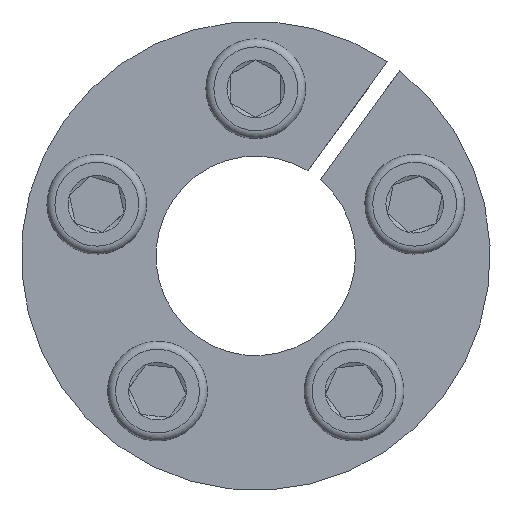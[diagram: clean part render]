
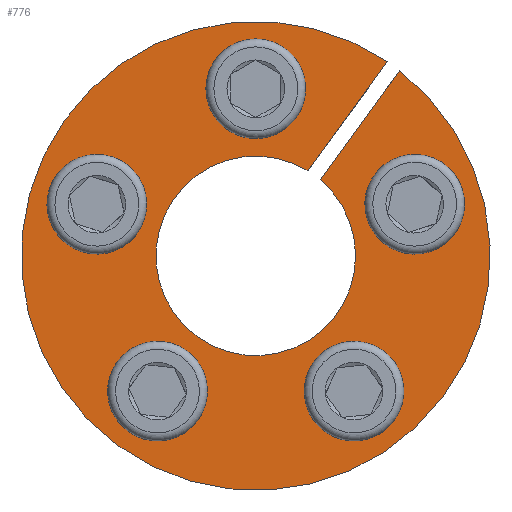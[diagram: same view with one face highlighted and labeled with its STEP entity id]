
A CAD part, front view. The second image highlights one B-rep face of the part: STEP entity #776.
In plain terms, the highlighted planar face has unit normal (0, -1, 0).
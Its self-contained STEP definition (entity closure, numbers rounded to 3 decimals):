
#138=PLANE('',#829);
#181=VECTOR('',#944,1.);
#185=VECTOR('',#961,1.);
#209=LINE('',#1181,#181);
#213=LINE('',#1199,#185);
#242=VERTEX_POINT('',#1180);
#243=VERTEX_POINT('',#1182);
#246=VERTEX_POINT('',#1190);
#247=VERTEX_POINT('',#1194);
#248=VERTEX_POINT('',#1196);
#249=VERTEX_POINT('',#1198);
#250=VERTEX_POINT('',#1201);
#251=VERTEX_POINT('',#1203);
#252=VERTEX_POINT('',#1205);
#299=CIRCLE('',#828,10.);
#300=CIRCLE('',#830,3.);
#301=CIRCLE('',#831,3.);
#302=CIRCLE('',#832,23.5);
#303=CIRCLE('',#833,3.);
#304=CIRCLE('',#834,3.);
#305=CIRCLE('',#835,3.);
#354=EDGE_CURVE('',#242,#243,#209,.T.);
#358=EDGE_CURVE('',#243,#246,#299,.T.);
#360=EDGE_CURVE('',#247,#247,#300,.T.);
#361=EDGE_CURVE('',#248,#248,#301,.T.);
#362=EDGE_CURVE('',#242,#249,#302,.T.);
#363=EDGE_CURVE('',#246,#249,#213,.T.);
#364=EDGE_CURVE('',#250,#250,#303,.T.);
#365=EDGE_CURVE('',#251,#251,#304,.T.);
#366=EDGE_CURVE('',#252,#252,#305,.T.);
#448=ORIENTED_EDGE('',*,*,#360,.T.);
#449=ORIENTED_EDGE('',*,*,#361,.T.);
#450=ORIENTED_EDGE('',*,*,#358,.F.);
#451=ORIENTED_EDGE('',*,*,#354,.F.);
#452=ORIENTED_EDGE('',*,*,#362,.T.);
#453=ORIENTED_EDGE('',*,*,#363,.F.);
#454=ORIENTED_EDGE('',*,*,#364,.T.);
#455=ORIENTED_EDGE('',*,*,#365,.T.);
#456=ORIENTED_EDGE('',*,*,#366,.T.);
#600=EDGE_LOOP('',(#448));
#601=EDGE_LOOP('',(#449));
#602=EDGE_LOOP('',(#450,#451,#452,#453));
#603=EDGE_LOOP('',(#454));
#604=EDGE_LOOP('',(#455));
#605=EDGE_LOOP('',(#456));
#688=FACE_BOUND('',#600,.T.);
#689=FACE_BOUND('',#601,.T.);
#690=FACE_BOUND('',#602,.T.);
#691=FACE_BOUND('',#603,.T.);
#692=FACE_BOUND('',#604,.T.);
#693=FACE_BOUND('',#605,.T.);
#776=ADVANCED_FACE('',(#688,#689,#690,#691,#692,#693),#138,.F.);
#828=AXIS2_PLACEMENT_3D('',#1189,#951,#952);
#829=AXIS2_PLACEMENT_3D('',#1192,#954,$);
#830=AXIS2_PLACEMENT_3D('',#1193,#955,#956);
#831=AXIS2_PLACEMENT_3D('',#1195,#957,#958);
#832=AXIS2_PLACEMENT_3D('',#1197,#959,#960);
#833=AXIS2_PLACEMENT_3D('',#1200,#962,#963);
#834=AXIS2_PLACEMENT_3D('',#1202,#964,#965);
#835=AXIS2_PLACEMENT_3D('',#1204,#966,#967);
#944=DIRECTION('',(-0.588,0.,-0.809));
#951=DIRECTION('',(0.,-1.,0.));
#952=DIRECTION('',(0.,0.,-10.));
#954=DIRECTION('',(0.,1.,0.));
#955=DIRECTION('',(0.,1.,0.));
#956=DIRECTION('',(-2.427,0.,1.763));
#957=DIRECTION('',(0.,1.,0.));
#958=DIRECTION('',(0.927,0.,-2.853));
#959=DIRECTION('',(0.,-1.,0.));
#960=DIRECTION('',(0.,0.,-23.5));
#961=DIRECTION('',(0.588,0.,0.809));
#962=DIRECTION('',(0.,1.,0.));
#963=DIRECTION('',(3.,0.,0.));
#964=DIRECTION('',(0.,1.,0.));
#965=DIRECTION('',(-2.427,0.,-1.763));
#966=DIRECTION('',(0.,1.,0.));
#967=DIRECTION('',(0.927,0.,2.853));
#1180=CARTESIAN_POINT('',(13.182,0.,19.455));
#1181=CARTESIAN_POINT('',(13.19,0.,19.465));
#1182=CARTESIAN_POINT('',(5.237,0.,8.519));
#1189=CARTESIAN_POINT('',(0.,0.,0.));
#1190=CARTESIAN_POINT('',(6.484,0.,7.613));
#1192=CARTESIAN_POINT('',(0.,0.,23.5));
#1193=CARTESIAN_POINT('',(-9.845,0.,-13.551));
#1194=CARTESIAN_POINT('',(-12.272,0.,-11.788));
#1195=CARTESIAN_POINT('',(15.93,0.,5.176));
#1196=CARTESIAN_POINT('',(16.857,0.,2.323));
#1197=CARTESIAN_POINT('',(0.,0.,0.));
#1198=CARTESIAN_POINT('',(14.429,0.,18.549));
#1199=CARTESIAN_POINT('',(6.484,0.,7.613));
#1200=CARTESIAN_POINT('',(0.,0.,16.75));
#1201=CARTESIAN_POINT('',(3.,0.,16.75));
#1202=CARTESIAN_POINT('',(9.845,0.,-13.551));
#1203=CARTESIAN_POINT('',(7.418,0.,-15.314));
#1204=CARTESIAN_POINT('',(-15.93,0.,5.176));
#1205=CARTESIAN_POINT('',(-15.003,0.,8.029));
